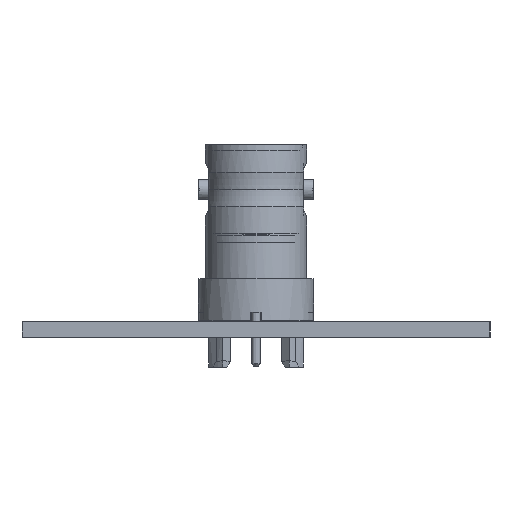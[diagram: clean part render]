
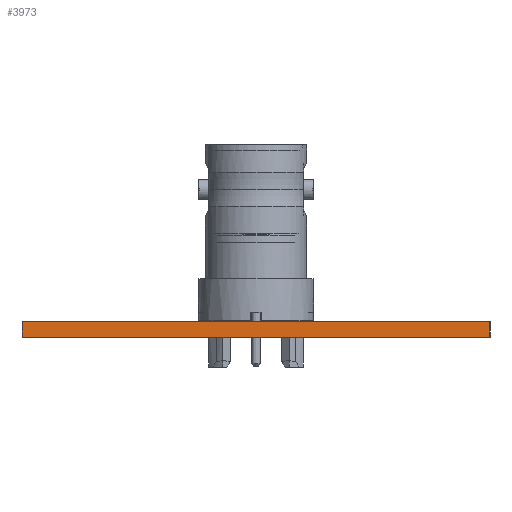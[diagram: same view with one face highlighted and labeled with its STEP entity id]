
A CAD part, left-side view. The second image highlights one B-rep face of the part: STEP entity #3973.
In plain terms, the highlighted planar face has unit normal (-1, 0, 0).
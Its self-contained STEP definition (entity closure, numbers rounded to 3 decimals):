
#3917 = VERTEX_POINT('',#3918);
#3918 = CARTESIAN_POINT('',(12.7,-69.85,1.51));
#3924 = EDGE_CURVE('',#3925,#3917,#3927,.T.);
#3925 = VERTEX_POINT('',#3926);
#3926 = CARTESIAN_POINT('',(12.7,-69.85,0.));
#3927 = LINE('',#3928,#3929);
#3928 = CARTESIAN_POINT('',(12.7,-69.85,0.));
#3929 = VECTOR('',#3930,1.);
#3930 = DIRECTION('',(0.,0.,1.));
#3973 = ADVANCED_FACE('',(#3974),#3999,.T.);
#3974 = FACE_BOUND('',#3975,.T.);
#3975 = EDGE_LOOP('',(#3976,#3977,#3985,#3993));
#3976 = ORIENTED_EDGE('',*,*,#3924,.T.);
#3977 = ORIENTED_EDGE('',*,*,#3978,.T.);
#3978 = EDGE_CURVE('',#3917,#3979,#3981,.T.);
#3979 = VERTEX_POINT('',#3980);
#3980 = CARTESIAN_POINT('',(12.7,-25.4,1.51));
#3981 = LINE('',#3982,#3983);
#3982 = CARTESIAN_POINT('',(12.7,-69.85,1.51));
#3983 = VECTOR('',#3984,1.);
#3984 = DIRECTION('',(0.,1.,0.));
#3985 = ORIENTED_EDGE('',*,*,#3986,.F.);
#3986 = EDGE_CURVE('',#3987,#3979,#3989,.T.);
#3987 = VERTEX_POINT('',#3988);
#3988 = CARTESIAN_POINT('',(12.7,-25.4,0.));
#3989 = LINE('',#3990,#3991);
#3990 = CARTESIAN_POINT('',(12.7,-25.4,0.));
#3991 = VECTOR('',#3992,1.);
#3992 = DIRECTION('',(0.,0.,1.));
#3993 = ORIENTED_EDGE('',*,*,#3994,.F.);
#3994 = EDGE_CURVE('',#3925,#3987,#3995,.T.);
#3995 = LINE('',#3996,#3997);
#3996 = CARTESIAN_POINT('',(12.7,-69.85,0.));
#3997 = VECTOR('',#3998,1.);
#3998 = DIRECTION('',(0.,1.,0.));
#3999 = PLANE('',#4000);
#4000 = AXIS2_PLACEMENT_3D('',#4001,#4002,#4003);
#4001 = CARTESIAN_POINT('',(12.7,-69.85,0.));
#4002 = DIRECTION('',(-1.,0.,0.));
#4003 = DIRECTION('',(0.,1.,0.));
